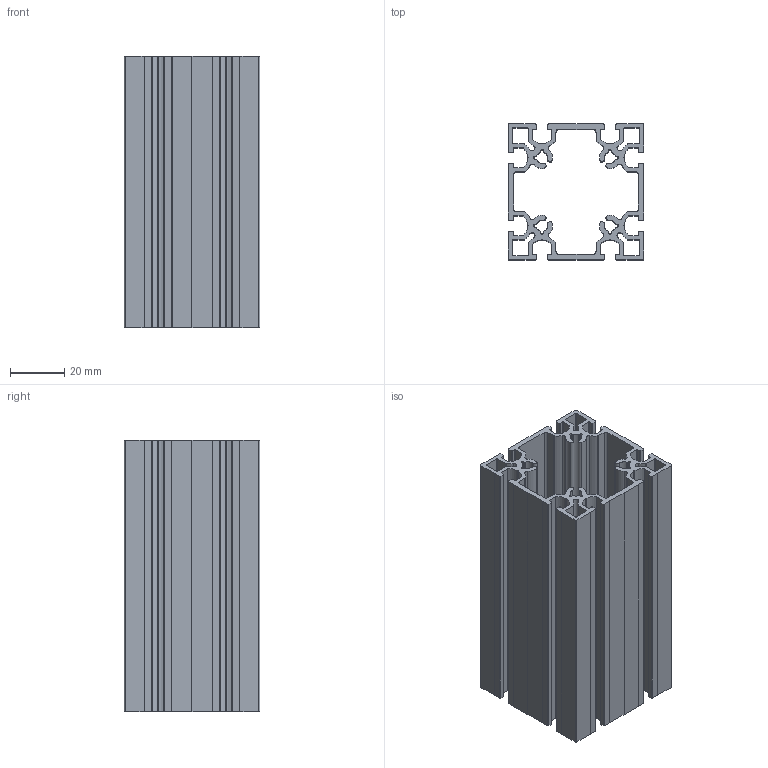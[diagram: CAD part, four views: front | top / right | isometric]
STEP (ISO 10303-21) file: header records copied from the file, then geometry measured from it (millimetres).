
FILE_DESCRIPTION((''),'2;1');
FILE_NAME('AF100100-8.stp','2009-09-01T13:41:32',('Administrator'),(''),'Autodesk Inventor 2008','Autodesk Inventor 2008','');
FILE_SCHEMA(('AUTOMOTIVE_DESIGN { 1 0 10303 214 1 1 1 1 }'));
Length unit declared in the file: millimetre
Products named in the file (1): AF100100-8
Bounding box: 50 x 50 x 100 mm (x, y, z)
Volume: 63357.6 mm3; surface area: 71119 mm2
Topology: 1 solids, 1 shells, 355 faces, 1059 edges, 706 vertices
Faces by surface type: cylinder 207, plane 148
Entity records: 12133 total; most frequent: DIRECTION 2185, CARTESIAN_POINT 2121, ORIENTED_EDGE 2118, EDGE_CURVE 1059, AXIS2_PLACEMENT_3D 770, VERTEX_POINT 706, VECTOR 645, LINE 645
